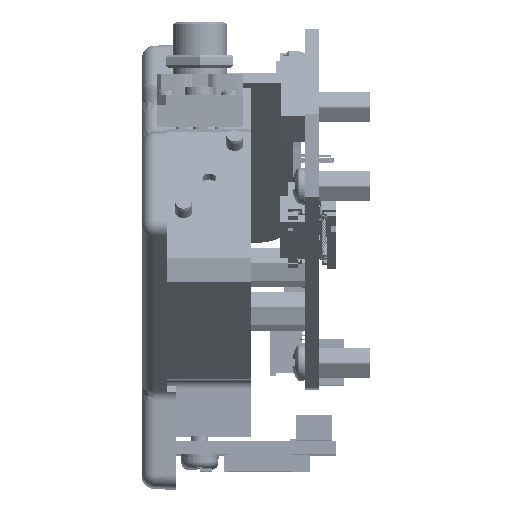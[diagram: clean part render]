
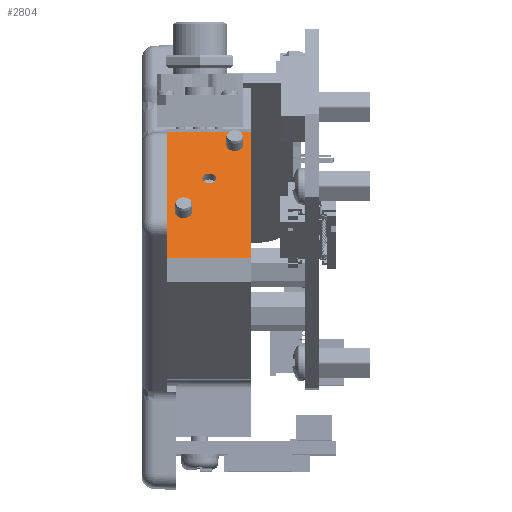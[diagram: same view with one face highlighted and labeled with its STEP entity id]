
A CAD part, left-side view. The second image highlights one B-rep face of the part: STEP entity #2804.
In plain terms, the highlighted face is planar.
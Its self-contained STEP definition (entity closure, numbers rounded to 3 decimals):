
#166=DIRECTION('',(0.,0.,-1.));
#167=VECTOR('',#166,20.667);
#168=CARTESIAN_POINT('',(26.198,-3.994,-17.024));
#169=LINE('',#168,#167);
#235=DIRECTION('',(0.,0.,1.));
#236=VECTOR('',#235,20.667);
#237=CARTESIAN_POINT('',(26.198,5.806,-37.69));
#238=LINE('',#237,#236);
#326=DIRECTION('',(0.,-1.,0.));
#327=VECTOR('',#326,9.8);
#328=CARTESIAN_POINT('',(26.198,5.806,-37.69));
#329=LINE('',#328,#327);
#330=DIRECTION('',(0.,1.,0.));
#331=VECTOR('',#330,9.8);
#332=CARTESIAN_POINT('',(26.198,-3.994,-17.024));
#333=LINE('',#332,#331);
#334=CARTESIAN_POINT('',(26.198,-2.094,-30.19));
#335=DIRECTION('',(1.,0.,0.));
#336=DIRECTION('',(0.,0.,-1.));
#337=AXIS2_PLACEMENT_3D('',#334,#335,#336);
#339=CARTESIAN_POINT('',(26.198,-2.094,-30.19));
#340=DIRECTION('',(1.,0.,0.));
#341=DIRECTION('',(0.,0.,1.));
#342=AXIS2_PLACEMENT_3D('',#339,#340,#341);
#344=CARTESIAN_POINT('',(26.198,3.906,-19.19));
#345=DIRECTION('',(1.,0.,0.));
#346=DIRECTION('',(0.,0.,-1.));
#347=AXIS2_PLACEMENT_3D('',#344,#345,#346);
#349=CARTESIAN_POINT('',(26.198,3.906,-19.19));
#350=DIRECTION('',(1.,0.,0.));
#351=DIRECTION('',(0.,0.,1.));
#352=AXIS2_PLACEMENT_3D('',#349,#350,#351);
#354=CARTESIAN_POINT('',(26.198,0.906,-24.69));
#355=DIRECTION('',(1.,0.,0.));
#356=DIRECTION('',(0.,0.,-1.));
#357=AXIS2_PLACEMENT_3D('',#354,#355,#356);
#359=CARTESIAN_POINT('',(26.198,0.906,-24.69));
#360=DIRECTION('',(1.,0.,0.));
#361=DIRECTION('',(0.,0.,1.));
#362=AXIS2_PLACEMENT_3D('',#359,#360,#361);
#2011=CARTESIAN_POINT('',(26.198,-3.994,-17.024));
#2012=VERTEX_POINT('',#2011);
#2013=CARTESIAN_POINT('',(26.198,-3.994,-37.69));
#2014=VERTEX_POINT('',#2013);
#2101=CARTESIAN_POINT('',(26.198,5.806,-37.69));
#2102=CARTESIAN_POINT('',(26.198,5.806,-17.024));
#2103=VERTEX_POINT('',#2101);
#2104=VERTEX_POINT('',#2102);
#2135=CARTESIAN_POINT('',(26.198,-2.094,
-31.19));
#2136=CARTESIAN_POINT('',(26.198,-2.094,
-29.19));
#2137=VERTEX_POINT('',#2135);
#2138=VERTEX_POINT('',#2136);
#2139=CARTESIAN_POINT('',(26.198,3.906,-20.19));
#2140=CARTESIAN_POINT('',(26.198,3.906,-18.19));
#2141=VERTEX_POINT('',#2139);
#2142=VERTEX_POINT('',#2140);
#2143=CARTESIAN_POINT('',(26.198,0.906,
-25.49));
#2144=CARTESIAN_POINT('',(26.198,0.906,
-23.89));
#2145=VERTEX_POINT('',#2143);
#2146=VERTEX_POINT('',#2144);
#2773=CARTESIAN_POINT('',(26.198,22.289,-32.5));
#2774=DIRECTION('',(1.,0.,0.));
#2775=DIRECTION('',(0.,0.,-1.));
#2776=AXIS2_PLACEMENT_3D('',#2773,#2774,#2775);
#2777=PLANE('',#2776);
#2778=ORIENTED_EDGE('',*,*,#2717,.F.);
#2780=ORIENTED_EDGE('',*,*,#2779,.T.);
#2781=ORIENTED_EDGE('',*,*,#2612,.F.);
#2783=ORIENTED_EDGE('',*,*,#2782,.T.);
#2784=EDGE_LOOP('',(#2778,#2780,#2781,#2783));
#2785=FACE_OUTER_BOUND('',#2784,.F.);
#2787=ORIENTED_EDGE('',*,*,#2786,.T.);
#2789=ORIENTED_EDGE('',*,*,#2788,.T.);
#2790=EDGE_LOOP('',(#2787,#2789));
#2791=FACE_BOUND('',#2790,.F.);
#2793=ORIENTED_EDGE('',*,*,#2792,.T.);
#2795=ORIENTED_EDGE('',*,*,#2794,.T.);
#2796=EDGE_LOOP('',(#2793,#2795));
#2797=FACE_BOUND('',#2796,.F.);
#2799=ORIENTED_EDGE('',*,*,#2798,.T.);
#2801=ORIENTED_EDGE('',*,*,#2800,.T.);
#2802=EDGE_LOOP('',(#2799,#2801));
#2803=FACE_BOUND('',#2802,.F.);
#338=CIRCLE('',#337,1.);
#343=CIRCLE('',#342,1.);
#348=CIRCLE('',#347,1.);
#353=CIRCLE('',#352,1.);
#358=CIRCLE('',#357,0.8);
#363=CIRCLE('',#362,0.8);
#2612=EDGE_CURVE('',#2012,#2014,#169,.T.);
#2717=EDGE_CURVE('',#2103,#2104,#238,.T.);
#2779=EDGE_CURVE('',#2103,#2014,#329,.T.);
#2782=EDGE_CURVE('',#2012,#2104,#333,.T.);
#2786=EDGE_CURVE('',#2137,#2138,#338,.T.);
#2788=EDGE_CURVE('',#2138,#2137,#343,.T.);
#2792=EDGE_CURVE('',#2141,#2142,#348,.T.);
#2794=EDGE_CURVE('',#2142,#2141,#353,.T.);
#2798=EDGE_CURVE('',#2145,#2146,#358,.T.);
#2800=EDGE_CURVE('',#2146,#2145,#363,.T.);
#2804=ADVANCED_FACE('',(#2785,#2791,#2797,#2803),#2777,.T.);
